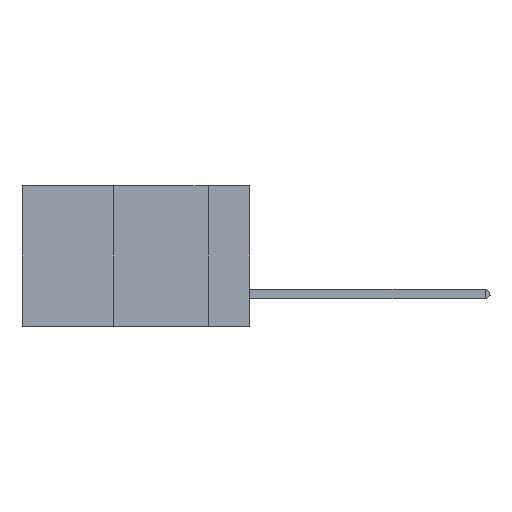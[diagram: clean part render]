
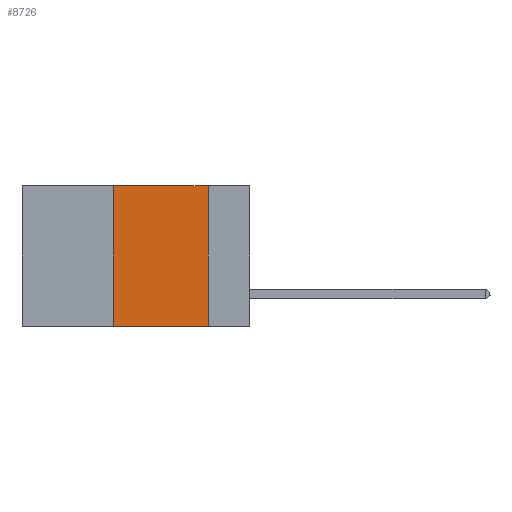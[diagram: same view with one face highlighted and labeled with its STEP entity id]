
A CAD part, left-side view. The second image highlights one B-rep face of the part: STEP entity #8726.
In plain terms, the highlighted planar face has unit normal (-1, 0, 0).
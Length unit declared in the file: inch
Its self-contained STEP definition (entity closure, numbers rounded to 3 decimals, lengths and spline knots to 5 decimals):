
#79 = PLANE ( 'NONE',  #9384 ) ;
#410 = CARTESIAN_POINT ( 'NONE',  ( 0., 0.11, 0. ) ) ;
#449 = CARTESIAN_POINT ( 'NONE',  ( 0., 0.36, 0. ) ) ;
#572 = CARTESIAN_POINT ( 'NONE',  ( 0., 0.6, -0.37 ) ) ;
#789 = LINE ( 'NONE', #2664, #10823 ) ;
#1193 = EDGE_CURVE ( 'NONE', #1625, #9932, #3059, .T. ) ;
#1461 = VECTOR ( 'NONE', #10813, 39.37008 ) ;
#1477 = EDGE_CURVE ( 'NONE', #9143, #15108, #789, .T. ) ;
#1625 = VERTEX_POINT ( 'NONE', #14600 ) ;
#2597 = CARTESIAN_POINT ( 'NONE',  ( 0., 0.11, -0.37 ) ) ;
#2664 = CARTESIAN_POINT ( 'NONE',  ( 0., 0.36, 0. ) ) ;
#3059 = LINE ( 'NONE', #410, #12689 ) ;
#3920 = LINE ( 'NONE', #572, #1461 ) ;
#4062 = ORIENTED_EDGE ( 'NONE', *, *, #1477, .F. ) ;
#6847 = ORIENTED_EDGE ( 'NONE', *, *, #1193, .F. ) ;
#6886 = DIRECTION ( 'NONE',  ( 0., 0., -1. ) ) ;
#6888 = VECTOR ( 'NONE', #14904, 39.37008 ) ;
#7602 = EDGE_CURVE ( 'NONE', #15108, #1625, #9560, .T. ) ;
#8005 = CARTESIAN_POINT ( 'NONE',  ( 0., 0.6, 0. ) ) ;
#8280 = ORIENTED_EDGE ( 'NONE', *, *, #7602, .F. ) ;
#8726 = ADVANCED_FACE ( 'NONE', ( #12013 ), #79, .F. ) ;
#8742 = CARTESIAN_POINT ( 'NONE',  ( 0., 0.36, -0.37 ) ) ;
#9143 = VERTEX_POINT ( 'NONE', #8742 ) ;
#9384 = AXIS2_PLACEMENT_3D ( 'NONE', #8005, #13126, #14473 ) ;
#9560 = LINE ( 'NONE', #16296, #6888 ) ;
#9932 = VERTEX_POINT ( 'NONE', #2597 ) ;
#10194 = EDGE_LOOP ( 'NONE', ( #6847, #8280, #4062, #13497 ) ) ;
#10813 = DIRECTION ( 'NONE',  ( 0., -1., 0. ) ) ;
#10823 = VECTOR ( 'NONE', #11828, 39.37008 ) ;
#11828 = DIRECTION ( 'NONE',  ( 0., 0., 1. ) ) ;
#12013 = FACE_OUTER_BOUND ( 'NONE', #10194, .T. ) ;
#12689 = VECTOR ( 'NONE', #6886, 39.37008 ) ;
#13126 = DIRECTION ( 'NONE',  ( 1., 0., 0. ) ) ;
#13497 = ORIENTED_EDGE ( 'NONE', *, *, #16225, .T. ) ;
#14473 = DIRECTION ( 'NONE',  ( 0., 0., -1. ) ) ;
#14600 = CARTESIAN_POINT ( 'NONE',  ( 0., 0.11, 0. ) ) ;
#14904 = DIRECTION ( 'NONE',  ( 0., -1., 0. ) ) ;
#15108 = VERTEX_POINT ( 'NONE', #449 ) ;
#16225 = EDGE_CURVE ( 'NONE', #9143, #9932, #3920, .T. ) ;
#16296 = CARTESIAN_POINT ( 'NONE',  ( 0., 0.6, 0. ) ) ;
